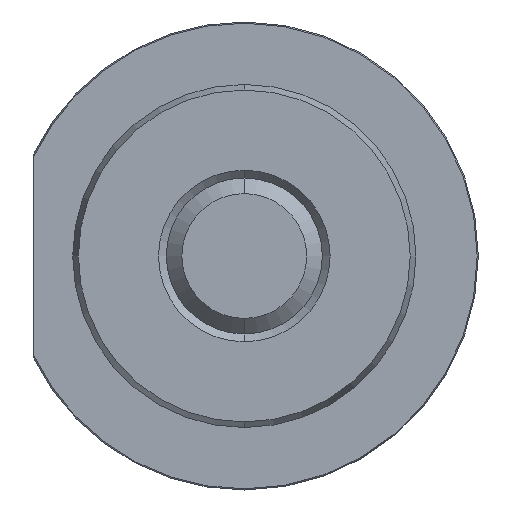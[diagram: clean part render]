
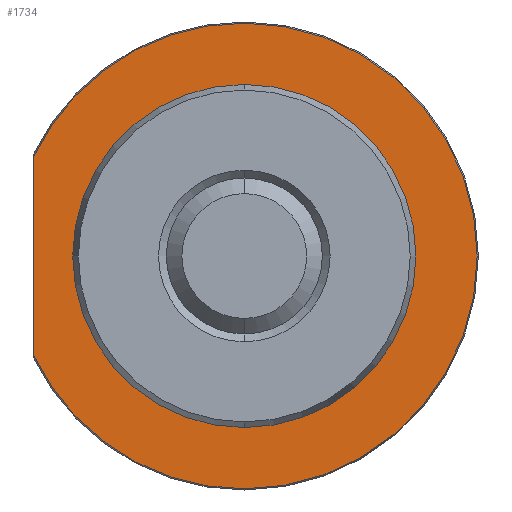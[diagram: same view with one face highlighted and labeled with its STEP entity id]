
A CAD part, left-side view. The second image highlights one B-rep face of the part: STEP entity #1734.
In plain terms, the highlighted planar face has unit normal (-1, 0, 0).
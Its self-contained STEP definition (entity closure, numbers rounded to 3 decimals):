
#258 = CARTESIAN_POINT ( 'NONE',  ( 22., 0., 0. ) ) ;
#259 = DIRECTION ( 'NONE',  ( -1., 0., 0. ) ) ;
#260 = DIRECTION ( 'NONE',  ( 0., 0., -1. ) ) ;
#262 = CARTESIAN_POINT ( 'NONE',  ( 22., 0., 0. ) ) ;
#264 = DIRECTION ( 'NONE',  ( -1., 0., 0. ) ) ;
#265 = DIRECTION ( 'NONE',  ( 0., 0., -1. ) ) ;
#313 = CARTESIAN_POINT ( 'NONE',  ( 22., 0., 0. ) ) ;
#331 = DIRECTION ( 'NONE',  ( -1., 0., 0. ) ) ;
#332 = DIRECTION ( 'NONE',  ( 0., 0., 1. ) ) ;
#348 = CARTESIAN_POINT ( 'NONE',  ( 22., 13.5, 0. ) ) ;
#349 = DIRECTION ( 'NONE',  ( 0., 0., -1. ) ) ;
#359 = CARTESIAN_POINT ( 'NONE',  ( 22., 0., 0. ) ) ;
#366 = DIRECTION ( 'NONE',  ( -1., 0., 0. ) ) ;
#367 = DIRECTION ( 'NONE',  ( 0., 0., 1. ) ) ;
#371 = CARTESIAN_POINT ( 'NONE',  ( 22., 0., 0. ) ) ;
#378 = DIRECTION ( 'NONE',  ( -1., 0., 0. ) ) ;
#379 = DIRECTION ( 'NONE',  ( 0., 0., -1. ) ) ;
#1111 = CARTESIAN_POINT ( 'NONE',  ( 22., 11., 0. ) ) ;
#1112 = PLANE ( 'NONE',  #2715 ) ;
#1113 = DIRECTION ( 'NONE',  ( 1., 0., 0. ) ) ;
#1114 = DIRECTION ( 'NONE',  ( 0., 0., -1. ) ) ;
#1172 = CARTESIAN_POINT ( 'NONE',  ( 22., 13.5, 6.37 ) ) ;
#1192 = CARTESIAN_POINT ( 'NONE',  ( 22., 0., -14.927 ) ) ;
#1196 = CARTESIAN_POINT ( 'NONE',  ( 22., 0., 14.927 ) ) ;
#1203 = CARTESIAN_POINT ( 'NONE',  ( 22., 0., -11. ) ) ;
#1212 = CARTESIAN_POINT ( 'NONE',  ( 22., 0., 11. ) ) ;
#1219 = CARTESIAN_POINT ( 'NONE',  ( 22., 13.5, -6.37 ) ) ;
#1378 = EDGE_CURVE ( 'NONE', #2558, #2562, #2275, .T. ) ;
#1380 = EDGE_CURVE ( 'NONE', #2562, #2536, #2278, .T. ) ;
#1407 = EDGE_CURVE ( 'NONE', #2578, #2569, #2320, .T. ) ;
#1414 = EDGE_CURVE ( 'NONE', #2536, #2585, #2327, .T. ) ;
#1420 = EDGE_CURVE ( 'NONE', #2569, #2578, #2334, .T. ) ;
#1424 = EDGE_CURVE ( 'NONE', #2585, #2558, #2340, .T. ) ;
#1547 = AXIS2_PLACEMENT_3D ( 'NONE', #258, #259, #260 ) ;
#1552 = AXIS2_PLACEMENT_3D ( 'NONE', #262, #264, #265 ) ;
#1565 = AXIS2_PLACEMENT_3D ( 'NONE', #313, #331, #332 ) ;
#1572 = AXIS2_PLACEMENT_3D ( 'NONE', #359, #366, #367 ) ;
#1576 = AXIS2_PLACEMENT_3D ( 'NONE', #371, #378, #379 ) ;
#1734 = ADVANCED_FACE ( 'NONE', ( #2808, #2802 ), #1112, .F. ) ;
#1971 = ORIENTED_EDGE ( 'NONE', *, *, #1420, .F. ) ;
#1972 = ORIENTED_EDGE ( 'NONE', *, *, #1407, .F. ) ;
#1973 = ORIENTED_EDGE ( 'NONE', *, *, #1414, .T. ) ;
#1974 = ORIENTED_EDGE ( 'NONE', *, *, #1380, .T. ) ;
#1977 = ORIENTED_EDGE ( 'NONE', *, *, #1378, .T. ) ;
#1978 = ORIENTED_EDGE ( 'NONE', *, *, #1424, .T. ) ;
#2204 = EDGE_LOOP ( 'NONE', ( #1972, #1971 ) ) ;
#2207 = EDGE_LOOP ( 'NONE', ( #1978, #1977, #1974, #1973 ) ) ;
#2275 = CIRCLE ( 'NONE', #1547, 14.927 ) ;
#2278 = CIRCLE ( 'NONE', #1552, 14.927 ) ;
#2320 = CIRCLE ( 'NONE', #1565, 11. ) ;
#2327 = LINE ( 'NONE', #348, #2328 ) ;
#2328 = VECTOR ( 'NONE', #349, 1000. ) ;
#2334 = CIRCLE ( 'NONE', #1572, 11. ) ;
#2340 = CIRCLE ( 'NONE', #1576, 14.927 ) ;
#2536 = VERTEX_POINT ( 'NONE', #1172 ) ;
#2558 = VERTEX_POINT ( 'NONE', #1192 ) ;
#2562 = VERTEX_POINT ( 'NONE', #1196 ) ;
#2569 = VERTEX_POINT ( 'NONE', #1203 ) ;
#2578 = VERTEX_POINT ( 'NONE', #1212 ) ;
#2585 = VERTEX_POINT ( 'NONE', #1219 ) ;
#2715 = AXIS2_PLACEMENT_3D ( 'NONE', #1111, #1113, #1114 ) ;
#2802 = FACE_BOUND ( 'NONE', #2204, .T. ) ;
#2808 = FACE_OUTER_BOUND ( 'NONE', #2207, .T. ) ;
